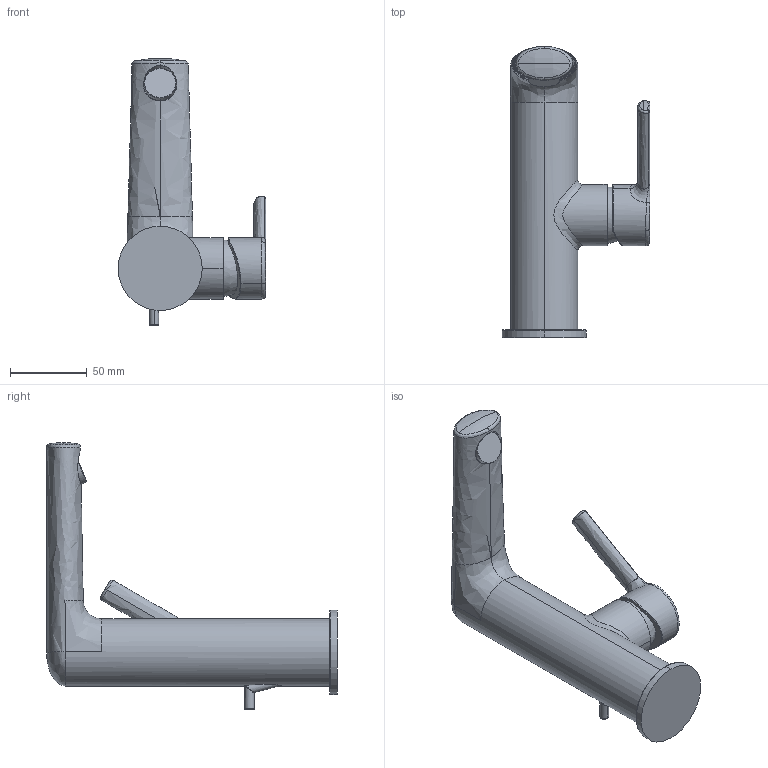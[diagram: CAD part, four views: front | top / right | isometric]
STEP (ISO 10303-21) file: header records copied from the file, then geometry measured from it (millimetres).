
FILE_DESCRIPTION (( 'STEP AP203' ), '1' );
FILE_NAME ('55262203.STEP', '2018-01-23T12:43:38', ( '' ), ( '' ), 'SwSTEP 2.0', 'SolidWorks 2016', '' );
FILE_SCHEMA (( 'CONFIG_CONTROL_DESIGN' ));
Length unit declared in the file: millimetre
Products named in the file (1): 55262203
Bounding box: 96.6 x 190 x 174.41 mm (x, y, z)
Volume: 441811.9 mm3; surface area: 52855.7 mm2
Topology: 1 solids, 1 shells, 90 faces, 225 edges, 136 vertices
Faces by surface type: bspline 52, cylinder 20, plane 8, torus 6, cone 4
Entity records: 12197 total; most frequent: CARTESIAN_POINT 10395, ORIENTED_EDGE 438, DIRECTION 230, EDGE_CURVE 219, VERTEX_POINT 136, B_SPLINE_CURVE_WITH_KNOTS 121, AXIS2_PLACEMENT_3D 99, EDGE_LOOP 95
